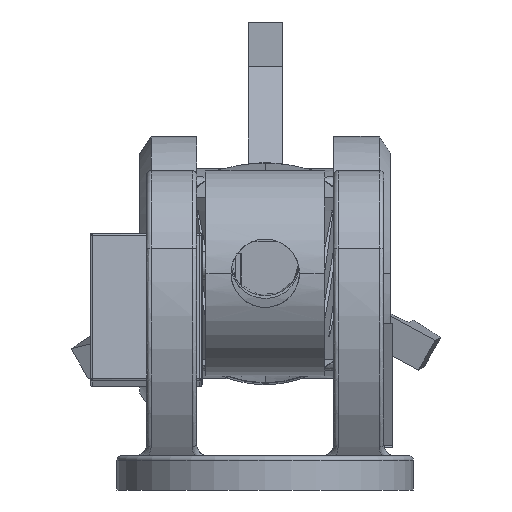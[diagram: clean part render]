
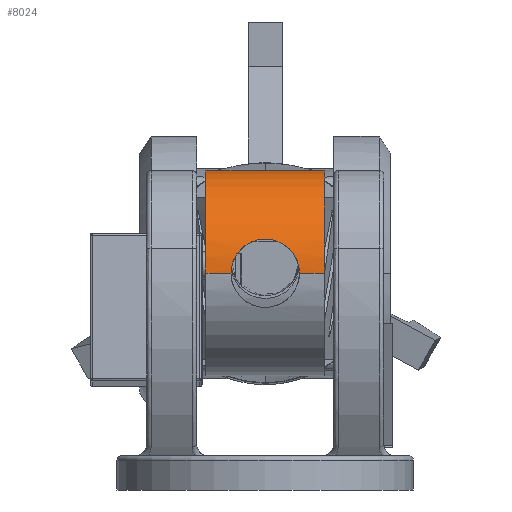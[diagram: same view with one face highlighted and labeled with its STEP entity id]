
A CAD part, left-side view. The second image highlights one B-rep face of the part: STEP entity #8024.
In plain terms, the highlighted cylindrical face has radius 45 mm (diameter 90 mm), a partial arc.
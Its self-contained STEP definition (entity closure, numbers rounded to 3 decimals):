
#5372=CARTESIAN_POINT('Vertex',(30.594,26.,33.)) ;
#5375=CARTESIAN_POINT('Line Origine',(30.594,0.,33.)) ;
#5379=CARTESIAN_POINT('Vertex',(30.594,-26.,33.)) ;
#5878=CARTESIAN_POINT('Axis2P3D Location',(0.,0.,0.)) ;
#6215=CARTESIAN_POINT('Vertex',(-45.,-26.,0.)) ;
#6218=CARTESIAN_POINT('Line Origine',(-45.,0.,0.)) ;
#6222=CARTESIAN_POINT('Vertex',(-45.,-20.,0.)) ;
#6225=CARTESIAN_POINT('Line Origine',(-45.,0.,0.)) ;
#6229=CARTESIAN_POINT('Vertex',(-45.,-15.,0.)) ;
#6251=CARTESIAN_POINT('Vertex',(-45.,15.,0.)) ;
#6254=CARTESIAN_POINT('Line Origine',(-45.,0.,0.)) ;
#6258=CARTESIAN_POINT('Vertex',(-45.,20.,0.)) ;
#6261=CARTESIAN_POINT('Line Origine',(-45.,0.,0.)) ;
#6265=CARTESIAN_POINT('Vertex',(-45.,26.,0.)) ;
#7333=CARTESIAN_POINT('Control Point',(-45.,15.,0.)) ;
#7334=CARTESIAN_POINT('Control Point',(-45.,15.,2.391)) ;
#7335=CARTESIAN_POINT('Control Point',(-44.841,14.524,4.782)) ;
#7336=CARTESIAN_POINT('Control Point',(-44.523,13.571,7.026)) ;
#7337=CARTESIAN_POINT('Control Point',(-43.782,11.079,10.69)) ;
#7338=CARTESIAN_POINT('Control Point',(-43.032,7.48,13.233)) ;
#7339=CARTESIAN_POINT('Control Point',(-42.734,5.645,14.118)) ;
#7340=CARTESIAN_POINT('Control Point',(-42.351,1.796,15.221)) ;
#7341=CARTESIAN_POINT('Control Point',(-42.415,-2.217,15.028)) ;
#7342=CARTESIAN_POINT('Control Point',(-42.568,-4.146,14.611)) ;
#7343=CARTESIAN_POINT('Control Point',(-42.973,-7.158,13.428)) ;
#7344=CARTESIAN_POINT('Control Point',(-43.51,-9.724,11.526)) ;
#7345=CARTESIAN_POINT('Control Point',(-43.733,-10.659,10.667)) ;
#7346=CARTESIAN_POINT('Control Point',(-44.269,-12.719,8.331)) ;
#7347=CARTESIAN_POINT('Control Point',(-44.711,-14.133,5.519)) ;
#7348=CARTESIAN_POINT('Control Point',(-44.904,-14.711,3.724)) ;
#7349=CARTESIAN_POINT('Control Point',(-45.,-15.,1.862)) ;
#7350=CARTESIAN_POINT('Control Point',(-45.,-15.,0.)) ;
#7988=CARTESIAN_POINT('Axis2P3D Location',(0.,-26.,0.)) ;
#8009=CARTESIAN_POINT('Axis2P3D Location',(0.,26.,0.)) ;
#5376=DIRECTION('Vector Direction',(0.,-1.,0.)) ;
#5879=DIRECTION('Axis2P3D Direction',(0.,1.,0.)) ;
#5880=DIRECTION('Axis2P3D XDirection',(-1.,0.,0.)) ;
#6219=DIRECTION('Vector Direction',(0.,1.,0.)) ;
#6226=DIRECTION('Vector Direction',(0.,1.,0.)) ;
#6255=DIRECTION('Vector Direction',(0.,1.,0.)) ;
#6262=DIRECTION('Vector Direction',(0.,1.,0.)) ;
#7989=DIRECTION('Axis2P3D Direction',(0.,1.,-0.)) ;
#8010=DIRECTION('Axis2P3D Direction',(0.,1.,0.)) ;
#5881=AXIS2_PLACEMENT_3D('Cylinder Axis2P3D',#5878,#5879,#5880) ;
#7990=AXIS2_PLACEMENT_3D('Circle Axis2P3D',#7988,#7989,$) ;
#8011=AXIS2_PLACEMENT_3D('Circle Axis2P3D',#8009,#8010,$) ;
#8015=ORIENTED_EDGE('',*,*,#8013,.F.) ;
#8016=ORIENTED_EDGE('',*,*,#6267,.F.) ;
#8017=ORIENTED_EDGE('',*,*,#6260,.F.) ;
#8018=ORIENTED_EDGE('',*,*,#7351,.T.) ;
#8019=ORIENTED_EDGE('',*,*,#6231,.F.) ;
#8020=ORIENTED_EDGE('',*,*,#6224,.T.) ;
#8021=ORIENTED_EDGE('',*,*,#7992,.T.) ;
#8022=ORIENTED_EDGE('',*,*,#5381,.T.) ;
#5377=VECTOR('Line Direction',#5376,1.) ;
#6220=VECTOR('Line Direction',#6219,1.) ;
#6227=VECTOR('Line Direction',#6226,1.) ;
#6256=VECTOR('Line Direction',#6255,1.) ;
#6263=VECTOR('Line Direction',#6262,1.) ;
#8024=ADVANCED_FACE('PartBody',(#8023),#5882,.T.) ;
#7332=B_SPLINE_CURVE_WITH_KNOTS('',5,(#7333,#7334,#7335,#7336,#7337,#7338,#7339,#7340,#7341,#7342,#7343,#7344,#7345,#7346,#7347,#7348,#7349,#7350),.UNSPECIFIED.,.F.,.U.,(6,3,3,3,3,6),(0.,16.905,31.189,44.909,53.961,67.129),.UNSPECIFIED.) ;
#7991=CIRCLE('generated circle',#7990,45.) ;
#8012=CIRCLE('generated circle',#8011,45.) ;
#5882=CYLINDRICAL_SURFACE('generated cylinder',#5881,45.) ;
#5381=EDGE_CURVE('',#5380,#5373,#5378,.F.) ;
#6224=EDGE_CURVE('',#6223,#6216,#6221,.F.) ;
#6231=EDGE_CURVE('',#6223,#6230,#6228,.T.) ;
#6260=EDGE_CURVE('',#6252,#6259,#6257,.T.) ;
#6267=EDGE_CURVE('',#6259,#6266,#6264,.T.) ;
#7351=EDGE_CURVE('',#6252,#6230,#7332,.T.) ;
#7992=EDGE_CURVE('',#6216,#5380,#7991,.T.) ;
#8013=EDGE_CURVE('',#6266,#5373,#8012,.T.) ;
#8014=EDGE_LOOP('',(#8015,#8016,#8017,#8018,#8019,#8020,#8021,#8022)) ;
#8023=FACE_OUTER_BOUND('',#8014,.T.) ;
#5378=LINE('Line',#5375,#5377) ;
#6221=LINE('Line',#6218,#6220) ;
#6228=LINE('Line',#6225,#6227) ;
#6257=LINE('Line',#6254,#6256) ;
#6264=LINE('Line',#6261,#6263) ;
#5373=VERTEX_POINT('',#5372) ;
#5380=VERTEX_POINT('',#5379) ;
#6216=VERTEX_POINT('',#6215) ;
#6223=VERTEX_POINT('',#6222) ;
#6230=VERTEX_POINT('',#6229) ;
#6252=VERTEX_POINT('',#6251) ;
#6259=VERTEX_POINT('',#6258) ;
#6266=VERTEX_POINT('',#6265) ;
